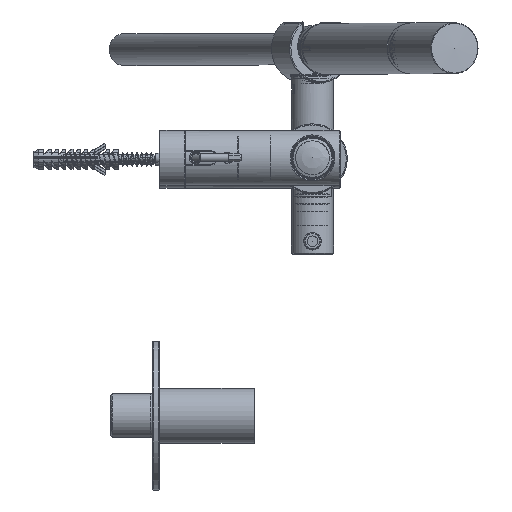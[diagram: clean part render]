
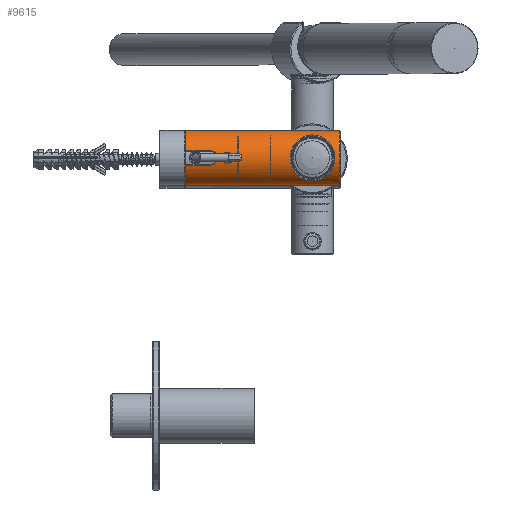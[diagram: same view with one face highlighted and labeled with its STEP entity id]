
A CAD part, top view. The second image highlights one B-rep face of the part: STEP entity #9615.
In plain terms, the highlighted cylindrical face has radius 13 mm (diameter 26 mm), a full revolution.
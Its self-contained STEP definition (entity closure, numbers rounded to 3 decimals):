
#838=LINE('',#17143,#1287);
#839=LINE('',#17154,#1288);
#1287=VECTOR('',#14069,1000.);
#1288=VECTOR('',#14070,1000.);
#1736=B_SPLINE_CURVE_WITH_KNOTS('',3,(#17111,#17112,#17113,#17114,#17115,
#17116,#17117,#17118,#17119,#17120,#17121,#17122,#17123,#17124,#17125,#17126,
#17127,#17128,#17129,#17130,#17131,#17132,#17133,#17134,#17135,#17136,#17137,
#17138,#17139,#17140,#17141),.UNSPECIFIED.,.T.,.F.,(1,1,1,1,1,1,1,1,1,1,
1,1,1,1,1,1,1,1,1,1,1,1,1,1,1,1,1,1,1,1,1,1,1,1,1),(-0.009,
-0.005,-0.002,0.,0.002,
0.005,0.009,0.011,0.014,
0.016,0.018,0.02,0.023,
0.025,0.027,0.029,0.032,
0.034,0.036,0.041,0.045,
0.047,0.05,0.052,0.054,
0.056,0.059,0.061,0.063,
0.068,0.07,0.072,0.074,
0.077,0.081),.UNSPECIFIED.);
#1737=B_SPLINE_CURVE_WITH_KNOTS('',3,(#17146,#17147,#17148,#17149,#17150,
#17151,#17152),.UNSPECIFIED.,.F.,.F.,(4,1,1,1,4),(0.,
0.003,0.005,0.008,0.01),
 .UNSPECIFIED.);
#1738=B_SPLINE_CURVE_WITH_KNOTS('',3,(#17157,#17158,#17159,#17160,#17161,
#17162,#17163,#17164,#17165,#17166,#17167,#17168,#17169,#17170,#17171,#17172,
#17173,#17174,#17175,#17176,#17177,#17178,#17179,#17180,#17181,#17182,#17183,
#17184,#17185,#17186,#17187),.UNSPECIFIED.,.T.,.F.,(1,1,1,1,1,1,1,1,1,1,
1,1,1,1,1,1,1,1,1,1,1,1,1,1,1,1,1,1,1,1,1,1,1,1,1),(-0.009,
-0.005,-0.002,0.,0.002,
0.005,0.009,0.011,0.014,
0.016,0.018,0.02,0.023,
0.025,0.027,0.029,0.032,
0.034,0.036,0.041,0.045,
0.047,0.05,0.052,0.054,
0.056,0.059,0.061,0.063,
0.068,0.07,0.072,0.074,
0.077,0.081),.UNSPECIFIED.);
#1946=ORIENTED_EDGE('',*,*,#4426,.T.);
#1947=ORIENTED_EDGE('',*,*,#4427,.T.);
#1948=ORIENTED_EDGE('',*,*,#4428,.T.);
#1949=ORIENTED_EDGE('',*,*,#4429,.T.);
#1950=ORIENTED_EDGE('',*,*,#4430,.T.);
#1951=ORIENTED_EDGE('',*,*,#4431,.T.);
#1952=ORIENTED_EDGE('',*,*,#4432,.T.);
#4426=EDGE_CURVE('',#5666,#5666,#1736,.T.);
#4427=EDGE_CURVE('',#5667,#5668,#838,.F.);
#4428=EDGE_CURVE('',#5668,#5669,#1737,.T.);
#4429=EDGE_CURVE('',#5669,#5670,#839,.T.);
#4430=EDGE_CURVE('',#5670,#5667,#6609,.F.);
#4431=EDGE_CURVE('',#5671,#5671,#1738,.T.);
#4432=EDGE_CURVE('',#5672,#5672,#6610,.T.);
#5666=VERTEX_POINT('',#17142);
#5667=VERTEX_POINT('',#17144);
#5668=VERTEX_POINT('',#17145);
#5669=VERTEX_POINT('',#17153);
#5670=VERTEX_POINT('',#17155);
#5671=VERTEX_POINT('',#17188);
#5672=VERTEX_POINT('',#17190);
#6609=CIRCLE('',#12766,13.);
#6610=CIRCLE('',#12767,13.);
#7142=EDGE_LOOP('',(#1946));
#7143=EDGE_LOOP('',(#1947,#1948,#1949,#1950));
#7144=EDGE_LOOP('',(#1951));
#7145=EDGE_LOOP('',(#1952));
#8276=FACE_BOUND('',#7142,.T.);
#8277=FACE_BOUND('',#7143,.T.);
#8278=FACE_BOUND('',#7144,.T.);
#8279=FACE_BOUND('',#7145,.T.);
#9416=CYLINDRICAL_SURFACE('',#12765,13.);
#9615=ADVANCED_FACE('',(#8276,#8277,#8278,#8279),#9416,.T.);
#12765=AXIS2_PLACEMENT_3D('',#17110,#14067,#14068);
#12766=AXIS2_PLACEMENT_3D('',#17156,#14071,#14072);
#12767=AXIS2_PLACEMENT_3D('',#17189,#14073,#14074);
#14067=DIRECTION('',(0.,0.,-1.));
#14068=DIRECTION('',(-1.,0.,0.));
#14069=DIRECTION('',(0.,0.,-1.));
#14070=DIRECTION('',(0.,0.,-1.));
#14071=DIRECTION('',(0.,0.,-1.));
#14072=DIRECTION('',(-1.,0.,0.));
#14073=DIRECTION('',(0.,0.,-1.));
#14074=DIRECTION('',(-1.,0.,0.));
#17110=CARTESIAN_POINT('',(0.,0.,73.));
#17111=CARTESIAN_POINT('',(-12.866,2.263,70.393));
#17112=CARTESIAN_POINT('',(-13.067,-0.002,70.628));
#17113=CARTESIAN_POINT('',(-12.866,-2.256,70.394));
#17114=CARTESIAN_POINT('',(-12.128,-5.04,69.515));
#17115=CARTESIAN_POINT('',(-10.848,-7.324,67.941));
#17116=CARTESIAN_POINT('',(-9.424,-8.999,65.939));
#17117=CARTESIAN_POINT('',(-8.369,-9.976,64.203));
#17118=CARTESIAN_POINT('',(-7.492,-10.633,62.227));
#17119=CARTESIAN_POINT('',(-7.108,-10.883,59.984));
#17120=CARTESIAN_POINT('',(-7.5,-10.628,57.75));
#17121=CARTESIAN_POINT('',(-8.38,-9.966,55.776));
#17122=CARTESIAN_POINT('',(-9.427,-8.997,54.057));
#17123=CARTESIAN_POINT('',(-10.505,-7.724,52.541));
#17124=CARTESIAN_POINT('',(-11.489,-6.184,51.274));
#17125=CARTESIAN_POINT('',(-12.313,-4.342,50.265));
#17126=CARTESIAN_POINT('',(-12.863,-2.27,49.61));
#17127=CARTESIAN_POINT('',(-13.136,0.732,49.292));
#17128=CARTESIAN_POINT('',(-12.463,4.447,50.074));
#17129=CARTESIAN_POINT('',(-10.857,7.309,52.047));
#17130=CARTESIAN_POINT('',(-9.435,8.988,54.044));
#17131=CARTESIAN_POINT('',(-8.377,9.97,55.783));
#17132=CARTESIAN_POINT('',(-7.497,10.63,57.758));
#17133=CARTESIAN_POINT('',(-7.107,10.884,60.003));
#17134=CARTESIAN_POINT('',(-7.497,10.63,62.241));
#17135=CARTESIAN_POINT('',(-8.376,9.97,64.216));
#17136=CARTESIAN_POINT('',(-9.425,8.999,65.94));
#17137=CARTESIAN_POINT('',(-10.86,7.308,67.957));
#17138=CARTESIAN_POINT('',(-12.125,5.043,69.511));
#17139=CARTESIAN_POINT('',(-12.866,2.263,70.393));
#17140=CARTESIAN_POINT('',(-13.067,-0.002,70.628));
#17141=CARTESIAN_POINT('',(-12.866,-2.256,70.394));
#17142=CARTESIAN_POINT('',(-13.,0.,70.55));
#17143=CARTESIAN_POINT('',(12.553,-3.378,73.));
#17144=CARTESIAN_POINT('',(12.553,-3.378,0.3));
#17145=CARTESIAN_POINT('',(12.553,-3.378,12.));
#17146=CARTESIAN_POINT('',(12.553,-3.378,12.));
#17147=CARTESIAN_POINT('',(12.553,-3.378,12.887));
#17148=CARTESIAN_POINT('',(12.786,-2.622,14.6));
#17149=CARTESIAN_POINT('',(13.107,-0.005,15.649));
#17150=CARTESIAN_POINT('',(12.786,2.623,14.602));
#17151=CARTESIAN_POINT('',(12.553,3.378,12.887));
#17152=CARTESIAN_POINT('',(12.553,3.378,12.));
#17153=CARTESIAN_POINT('',(12.553,3.378,12.));
#17154=CARTESIAN_POINT('',(12.553,3.378,73.));
#17155=CARTESIAN_POINT('',(12.553,3.378,0.3));
#17156=CARTESIAN_POINT('',(0.,0.,0.3));
#17157=CARTESIAN_POINT('',(12.866,2.263,49.607));
#17158=CARTESIAN_POINT('',(13.067,-0.002,49.372));
#17159=CARTESIAN_POINT('',(12.866,-2.256,49.606));
#17160=CARTESIAN_POINT('',(12.128,-5.04,50.485));
#17161=CARTESIAN_POINT('',(10.848,-7.324,52.059));
#17162=CARTESIAN_POINT('',(9.424,-8.999,54.061));
#17163=CARTESIAN_POINT('',(8.369,-9.976,55.797));
#17164=CARTESIAN_POINT('',(7.492,-10.633,57.773));
#17165=CARTESIAN_POINT('',(7.108,-10.883,60.016));
#17166=CARTESIAN_POINT('',(7.5,-10.628,62.25));
#17167=CARTESIAN_POINT('',(8.38,-9.966,64.224));
#17168=CARTESIAN_POINT('',(9.427,-8.997,65.943));
#17169=CARTESIAN_POINT('',(10.505,-7.724,67.459));
#17170=CARTESIAN_POINT('',(11.489,-6.184,68.726));
#17171=CARTESIAN_POINT('',(12.313,-4.342,69.735));
#17172=CARTESIAN_POINT('',(12.863,-2.27,70.39));
#17173=CARTESIAN_POINT('',(13.136,0.732,70.708));
#17174=CARTESIAN_POINT('',(12.463,4.447,69.926));
#17175=CARTESIAN_POINT('',(10.857,7.309,67.953));
#17176=CARTESIAN_POINT('',(9.435,8.988,65.956));
#17177=CARTESIAN_POINT('',(8.377,9.97,64.217));
#17178=CARTESIAN_POINT('',(7.497,10.63,62.242));
#17179=CARTESIAN_POINT('',(7.107,10.884,59.997));
#17180=CARTESIAN_POINT('',(7.497,10.63,57.759));
#17181=CARTESIAN_POINT('',(8.376,9.97,55.784));
#17182=CARTESIAN_POINT('',(9.425,8.999,54.06));
#17183=CARTESIAN_POINT('',(10.86,7.308,52.043));
#17184=CARTESIAN_POINT('',(12.125,5.043,50.489));
#17185=CARTESIAN_POINT('',(12.866,2.263,49.607));
#17186=CARTESIAN_POINT('',(13.067,-0.002,49.372));
#17187=CARTESIAN_POINT('',(12.866,-2.256,49.606));
#17188=CARTESIAN_POINT('',(13.,0.,49.45));
#17189=CARTESIAN_POINT('',(0.,0.,72.5));
#17190=CARTESIAN_POINT('',(-13.,0.,72.5));
